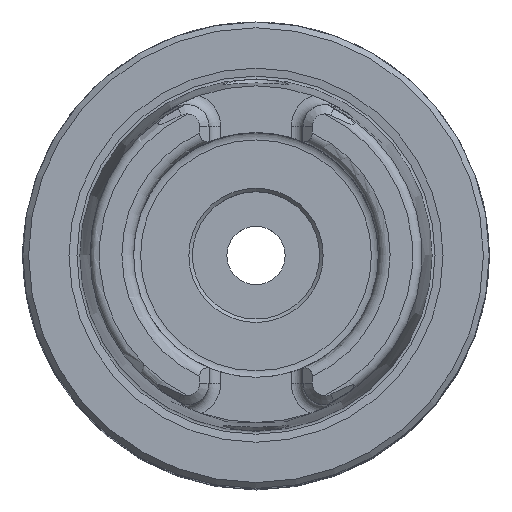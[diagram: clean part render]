
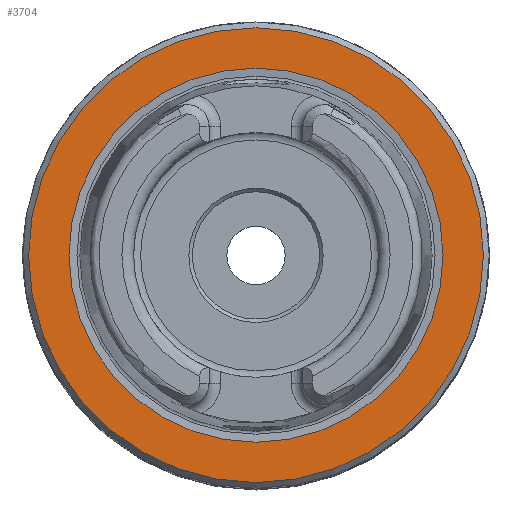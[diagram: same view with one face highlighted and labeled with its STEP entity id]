
A CAD part, top view. The second image highlights one B-rep face of the part: STEP entity #3704.
In plain terms, the highlighted planar face has unit normal (0, 0, 1).
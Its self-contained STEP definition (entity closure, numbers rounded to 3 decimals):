
#306=CIRCLE('',#3963,16.04);
#307=CIRCLE('',#3965,19.5);
#799=ORIENTED_EDGE('',*,*,#1321,.T.);
#800=ORIENTED_EDGE('',*,*,#1322,.F.);
#1321=EDGE_CURVE('',#1584,#1584,#306,.T.);
#1322=EDGE_CURVE('',#1585,#1585,#307,.T.);
#1584=VERTEX_POINT('',#5848);
#1585=VERTEX_POINT('',#5851);
#1947=EDGE_LOOP('',(#799));
#1948=EDGE_LOOP('',(#800));
#2203=FACE_BOUND('',#1947,.T.);
#2204=FACE_BOUND('',#1948,.T.);
#2390=PLANE('',#3964);
#3704=ADVANCED_FACE('',(#2203,#2204),#2390,.T.);
#3963=AXIS2_PLACEMENT_3D('',#5847,#4557,#4558);
#3964=AXIS2_PLACEMENT_3D('',#5849,#4559,#4560);
#3965=AXIS2_PLACEMENT_3D('',#5850,#4561,#4562);
#4557=DIRECTION('',(0.,0.,-1.));
#4558=DIRECTION('',(-1.,0.,0.));
#4559=DIRECTION('',(0.,0.,1.));
#4560=DIRECTION('',(1.,0.,0.));
#4561=DIRECTION('',(0.,0.,-1.));
#4562=DIRECTION('',(-1.,0.,0.));
#5847=CARTESIAN_POINT('',(0.,0.,0.));
#5848=CARTESIAN_POINT('',(-16.04,0.,0.));
#5849=CARTESIAN_POINT('',(-16.04,0.,0.));
#5850=CARTESIAN_POINT('',(0.,0.,0.));
#5851=CARTESIAN_POINT('',(-19.5,0.,0.));
